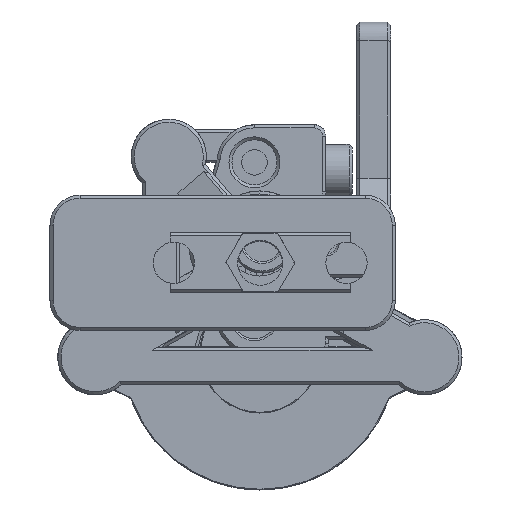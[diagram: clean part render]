
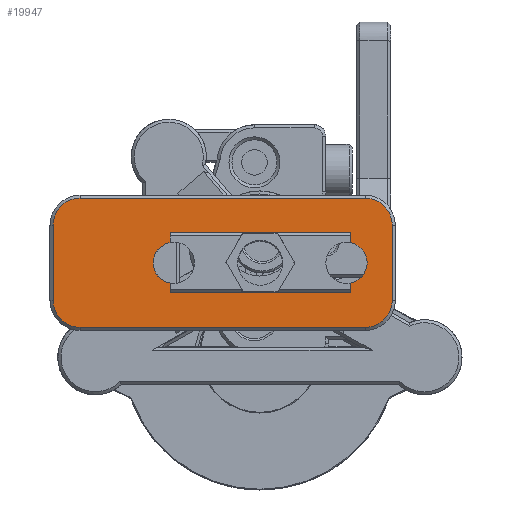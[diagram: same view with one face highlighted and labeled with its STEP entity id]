
A CAD part, front view. The second image highlights one B-rep face of the part: STEP entity #19947.
In plain terms, the highlighted planar face has unit normal (0, -1, 0).
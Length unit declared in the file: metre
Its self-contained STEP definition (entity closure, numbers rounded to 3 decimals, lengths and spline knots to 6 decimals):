
#1396=CIRCLE('',#22356,0.0036);
#1398=CIRCLE('',#22359,0.0036);
#1404=CIRCLE('',#22370,0.0036);
#1408=CIRCLE('',#22377,0.0036);
#1419=CIRCLE('',#22421,0.00275);
#1420=CIRCLE('',#22422,0.00275);
#3036=LINE('',#35261,#4374);
#3083=LINE('',#35358,#4421);
#3086=LINE('',#35365,#4424);
#3105=LINE('',#35418,#4443);
#3106=LINE('',#35419,#4444);
#3107=LINE('',#35420,#4445);
#3108=LINE('',#35423,#4446);
#3109=LINE('',#35425,#4447);
#3110=LINE('',#35427,#4448);
#3111=LINE('',#35430,#4449);
#4374=VECTOR('',#27482,1.);
#4421=VECTOR('',#27557,1.);
#4424=VECTOR('',#27562,1.);
#4443=VECTOR('',#27627,1.);
#4444=VECTOR('',#27628,1.);
#4445=VECTOR('',#27629,1.);
#4446=VECTOR('',#27632,1.);
#4447=VECTOR('',#27633,1.);
#4448=VECTOR('',#27634,1.);
#4449=VECTOR('',#27637,1.);
#9071=ORIENTED_EDGE('',*,*,#12586,.T.);
#9072=ORIENTED_EDGE('',*,*,#12548,.T.);
#9073=ORIENTED_EDGE('',*,*,#12663,.T.);
#9074=ORIENTED_EDGE('',*,*,#12568,.T.);
#9075=ORIENTED_EDGE('',*,*,#12664,.T.);
#9076=ORIENTED_EDGE('',*,*,#12578,.T.);
#9077=ORIENTED_EDGE('',*,*,#12665,.T.);
#9078=ORIENTED_EDGE('',*,*,#12552,.T.);
#9079=ORIENTED_EDGE('',*,*,#12666,.F.);
#9080=ORIENTED_EDGE('',*,*,#12667,.F.);
#9081=ORIENTED_EDGE('',*,*,#12668,.F.);
#9082=ORIENTED_EDGE('',*,*,#12669,.T.);
#9083=ORIENTED_EDGE('',*,*,#12670,.F.);
#9084=ORIENTED_EDGE('',*,*,#12633,.T.);
#9085=ORIENTED_EDGE('',*,*,#12671,.F.);
#9086=ORIENTED_EDGE('',*,*,#12636,.F.);
#12548=EDGE_CURVE('',#14715,#14717,#1396,.T.);
#12552=EDGE_CURVE('',#14719,#14721,#1398,.T.);
#12568=EDGE_CURVE('',#14731,#14733,#1404,.T.);
#12578=EDGE_CURVE('',#14739,#14741,#1408,.T.);
#12586=EDGE_CURVE('',#14721,#14715,#3036,.T.);
#12633=EDGE_CURVE('',#14778,#14781,#3083,.T.);
#12636=EDGE_CURVE('',#14784,#14785,#3086,.T.);
#12663=EDGE_CURVE('',#14717,#14731,#3105,.T.);
#12664=EDGE_CURVE('',#14733,#14739,#3106,.T.);
#12665=EDGE_CURVE('',#14741,#14719,#3107,.T.);
#12666=EDGE_CURVE('',#14796,#14784,#1419,.T.);
#12667=EDGE_CURVE('',#14797,#14796,#3108,.T.);
#12668=EDGE_CURVE('',#14798,#14797,#3109,.T.);
#12669=EDGE_CURVE('',#14798,#14799,#3110,.T.);
#12670=EDGE_CURVE('',#14778,#14799,#1420,.T.);
#12671=EDGE_CURVE('',#14785,#14781,#3111,.T.);
#14715=VERTEX_POINT('',#35178);
#14717=VERTEX_POINT('',#35182);
#14719=VERTEX_POINT('',#35187);
#14721=VERTEX_POINT('',#35191);
#14731=VERTEX_POINT('',#35220);
#14733=VERTEX_POINT('',#35224);
#14739=VERTEX_POINT('',#35241);
#14741=VERTEX_POINT('',#35245);
#14778=VERTEX_POINT('',#35351);
#14781=VERTEX_POINT('',#35357);
#14784=VERTEX_POINT('',#35364);
#14785=VERTEX_POINT('',#35366);
#14796=VERTEX_POINT('',#35422);
#14797=VERTEX_POINT('',#35424);
#14798=VERTEX_POINT('',#35426);
#14799=VERTEX_POINT('',#35428);
#16720=EDGE_LOOP('',(#9071,#9072,#9073,#9074,#9075,#9076,#9077,#9078));
#16721=EDGE_LOOP('',(#9079,#9080,#9081,#9082,#9083,#9084,#9085,#9086));
#18173=FACE_BOUND('',#16720,.T.);
#18174=FACE_BOUND('',#16721,.T.);
#18896=PLANE('',#22420);
#19947=ADVANCED_FACE('',(#18173,#18174),#18896,.T.);
#22356=AXIS2_PLACEMENT_3D('',#35183,#27405,#27406);
#22359=AXIS2_PLACEMENT_3D('',#35192,#27413,#27414);
#22370=AXIS2_PLACEMENT_3D('',#35225,#27445,#27446);
#22377=AXIS2_PLACEMENT_3D('',#35246,#27465,#27466);
#22420=AXIS2_PLACEMENT_3D('',#35417,#27625,#27626);
#22421=AXIS2_PLACEMENT_3D('',#35421,#27630,#27631);
#22422=AXIS2_PLACEMENT_3D('',#35429,#27635,#27636);
#27405=DIRECTION('',(0.,-1.,0.));
#27406=DIRECTION('',(0.,0.,-1.));
#27413=DIRECTION('',(0.,-1.,0.));
#27414=DIRECTION('',(0.,0.,-1.));
#27445=DIRECTION('',(0.,-1.,0.));
#27446=DIRECTION('',(0.,0.,-1.));
#27465=DIRECTION('',(0.,-1.,0.));
#27466=DIRECTION('',(0.,0.,-1.));
#27482=DIRECTION('',(0.,0.,-1.));
#27557=DIRECTION('',(0.,0.,-1.));
#27562=DIRECTION('',(0.,0.,-1.));
#27625=DIRECTION('',(0.,-1.,0.));
#27626=DIRECTION('',(-1.,0.,0.));
#27627=DIRECTION('',(1.,0.,0.));
#27628=DIRECTION('',(0.,0.,1.));
#27629=DIRECTION('',(-1.,0.,0.));
#27630=DIRECTION('',(0.,-1.,0.));
#27631=DIRECTION('',(0.,0.,1.));
#27632=DIRECTION('',(0.,0.,-1.));
#27633=DIRECTION('',(-1.,0.,0.));
#27634=DIRECTION('',(0.,0.,-1.));
#27635=DIRECTION('',(0.,-1.,0.));
#27636=DIRECTION('',(0.,0.,1.));
#27637=DIRECTION('',(1.,0.,0.));
#35178=CARTESIAN_POINT('',(0.187508,-0.017134,0.184733));
#35182=CARTESIAN_POINT('',(0.191108,-0.017134,0.181133));
#35183=CARTESIAN_POINT('',(0.191108,-0.017134,0.184733));
#35187=CARTESIAN_POINT('',(0.191108,-0.017134,0.198333));
#35191=CARTESIAN_POINT('',(0.187508,-0.017134,0.194733));
#35192=CARTESIAN_POINT('',(0.191108,-0.017134,0.194733));
#35220=CARTESIAN_POINT('',(0.229108,-0.017134,0.181133));
#35224=CARTESIAN_POINT('',(0.232708,-0.017134,0.184733));
#35225=CARTESIAN_POINT('',(0.229108,-0.017134,0.184733));
#35241=CARTESIAN_POINT('',(0.232708,-0.017134,0.194733));
#35245=CARTESIAN_POINT('',(0.229108,-0.017134,0.198333));
#35246=CARTESIAN_POINT('',(0.229108,-0.017134,0.194733));
#35261=CARTESIAN_POINT('',(0.187508,-0.017134,0.194733));
#35351=CARTESIAN_POINT('',(0.227108,-0.017134,0.187029));
#35357=CARTESIAN_POINT('',(0.227108,-0.017134,0.185733));
#35358=CARTESIAN_POINT('',(0.227108,-0.017134,0.187029));
#35364=CARTESIAN_POINT('',(0.203108,-0.017134,0.187029));
#35365=CARTESIAN_POINT('',(0.203108,-0.017134,0.187029));
#35366=CARTESIAN_POINT('',(0.203108,-0.017134,0.185733));
#35417=CARTESIAN_POINT('',(0.204628,-0.017134,0.189733));
#35418=CARTESIAN_POINT('',(0.191108,-0.017134,0.181133));
#35419=CARTESIAN_POINT('',(0.232708,-0.017134,0.184733));
#35420=CARTESIAN_POINT('',(0.229108,-0.017134,0.198333));
#35421=CARTESIAN_POINT('',(0.203608,-0.017134,0.189733));
#35422=CARTESIAN_POINT('',(0.203108,-0.017134,0.192437));
#35423=CARTESIAN_POINT('',(0.203108,-0.017134,0.193733));
#35424=CARTESIAN_POINT('',(0.203108,-0.017134,0.193733));
#35425=CARTESIAN_POINT('',(0.227108,-0.017134,0.193733));
#35426=CARTESIAN_POINT('',(0.227108,-0.017134,0.193733));
#35427=CARTESIAN_POINT('',(0.227108,-0.017134,0.193733));
#35428=CARTESIAN_POINT('',(0.227108,-0.017134,0.192437));
#35429=CARTESIAN_POINT('',(0.226608,-0.017134,0.189733));
#35430=CARTESIAN_POINT('',(0.203108,-0.017134,0.185733));
